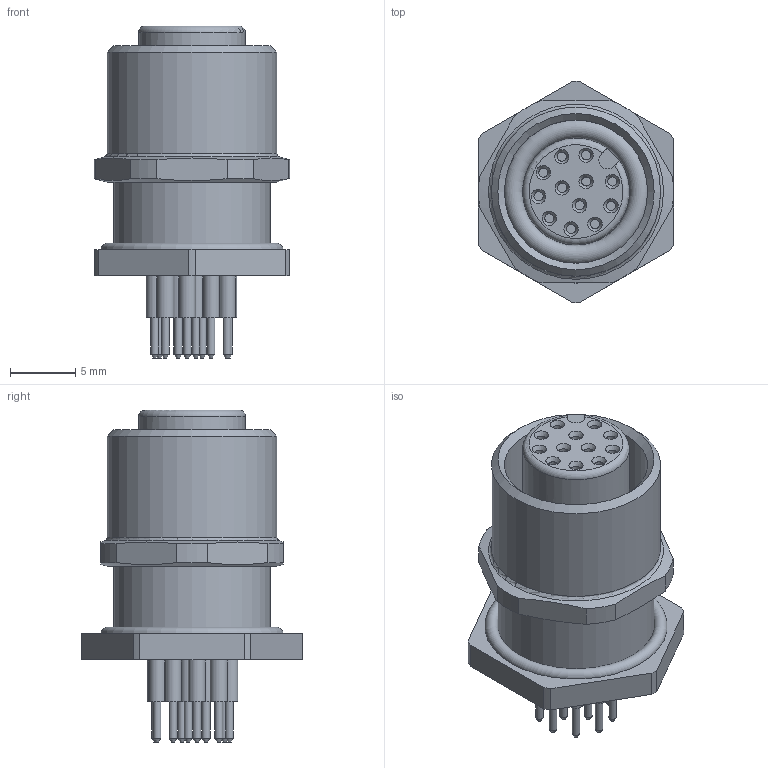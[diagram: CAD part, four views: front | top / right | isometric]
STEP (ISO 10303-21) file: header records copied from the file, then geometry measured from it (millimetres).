
FILE_DESCRIPTION(/* description */ (''),/* implementation_level */ '2;1');
FILE_NAME(/* name */ 'AL-FHM12KUA12-P_M12_S3550.stp',/* time_stamp */ '2018-01-29T16:51:28+01:00',/* author */ (''),/* organization */ (''),/* preprocessor_version */ 'ST-DEVELOPER v16',/* originating_system */ 'SIEMENS PLM Software NX 10.0',/* authorisation */ '');
FILE_SCHEMA (('AUTOMOTIVE_DESIGN { 1 0 10303 214 3 1 1 1 }'));
Length unit declared in the file: millimetre
Products named in the file (1): AL-FHM12KUA12-P_M12_S3550_stp
Bounding box: 15 x 17 x 25.5 mm (x, y, z)
Volume: 2285.6 mm3; surface area: 1950.1 mm2
Topology: 1 solids, 1 shells, 141 faces, 279 edges, 178 vertices
Faces by surface type: plane 55, cylinder 54, cone 28, torus 4
Full cylindrical faces by diameter (mm): 0.6 x12, 0.7 x12, 1.3 x12, 11 x1, 12 x1, 13 x1
Entity records: 3262 total; most frequent: DIRECTION 604, CARTESIAN_POINT 571, ORIENTED_EDGE 394, AXIS2_PLACEMENT_3D 279, EDGE_LOOP 249, EDGE_CURVE 197, FACE_BOUND 194, VERTEX_POINT 166
